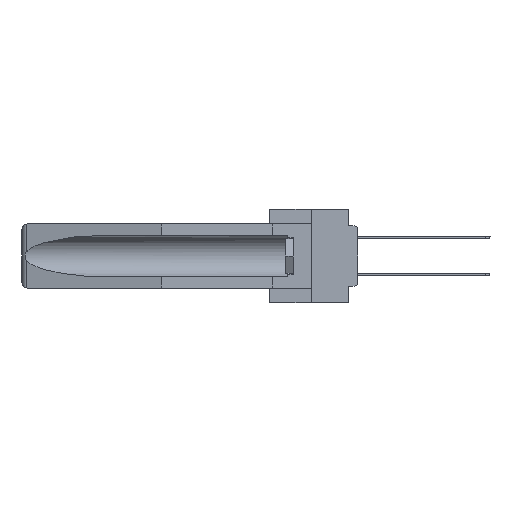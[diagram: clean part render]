
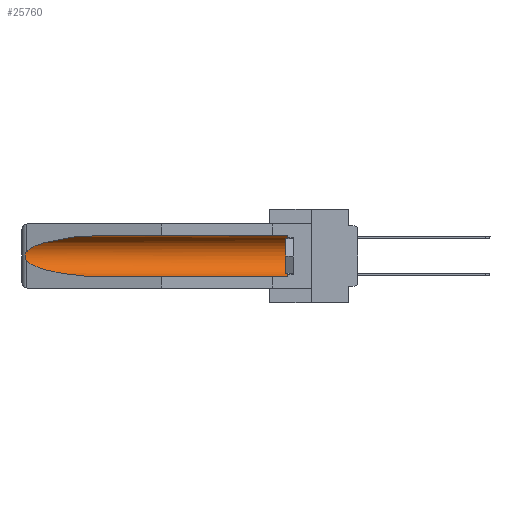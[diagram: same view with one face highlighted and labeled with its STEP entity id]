
A CAD part, left-side view. The second image highlights one B-rep face of the part: STEP entity #25760.
In plain terms, the highlighted cylindrical face has radius 2.857 mm (diameter 5.715 mm), a partial arc.
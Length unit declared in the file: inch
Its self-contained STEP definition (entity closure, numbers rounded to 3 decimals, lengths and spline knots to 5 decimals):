
#155 = CARTESIAN_POINT ( 'NONE',  ( 0.155, -0.30754, -0.059 ) ) ;
#377 = CARTESIAN_POINT ( 'NONE',  ( 0.26655, 1.53094, -0.18657 ) ) ;
#557 = CARTESIAN_POINT ( 'NONE',  ( 0.26537, 1.52718, -0.19328 ) ) ;
#1520 = DIRECTION ( 'NONE',  ( 0., -1., 0. ) ) ;
#3334 = EDGE_CURVE ( 'NONE', #14664, #8868, #8010, .T. ) ;
#5110 = CARTESIAN_POINT ( 'NONE',  ( 0.21114, 1.30732, -0.059 ) ) ;
#5118 = CARTESIAN_POINT ( 'NONE',  ( 0.155, 0.126, -0.059 ) ) ;
#5600 = ORIENTED_EDGE ( 'NONE', *, *, #19500, .F. ) ;
#5642 = ORIENTED_EDGE ( 'NONE', *, *, #3334, .T. ) ;
#6516 = CARTESIAN_POINT ( 'NONE',  ( 0.26654, 1.53092, -0.15636 ) ) ;
#6559 = AXIS2_PLACEMENT_3D ( 'NONE', #21216, #1520, #29806 ) ;
#8010 =( BOUNDED_CURVE ( )  B_SPLINE_CURVE ( 3, ( #36701, #5110, #33738, #10879 ),
 .UNSPECIFIED., .F., .T. ) 
 B_SPLINE_CURVE_WITH_KNOTS ( ( 4, 4 ),
 ( 4.71239, 6.08839 ),
 .UNSPECIFIED. ) 
 CURVE ( )  GEOMETRIC_REPRESENTATION_ITEM ( )  RATIONAL_B_SPLINE_CURVE ( ( 1., 0.848, 0.848, 1. ) ) 
 REPRESENTATION_ITEM ( '' )  );
#8868 = VERTEX_POINT ( 'NONE', #11278 ) ;
#9337 = DIRECTION ( 'NONE',  ( 0., 1., 0. ) ) ;
#9491 = ORIENTED_EDGE ( 'NONE', *, *, #27851, .T. ) ;
#10096 = CIRCLE ( 'NONE', #6559, 0.1125 ) ;
#10559 = CARTESIAN_POINT ( 'NONE',  ( 0.26537, 1.52718, -0.19328 ) ) ;
#10879 = CARTESIAN_POINT ( 'NONE',  ( 0.26537, 1.52718, -0.14972 ) ) ;
#11278 = CARTESIAN_POINT ( 'NONE',  ( 0.26537, 1.52718, -0.14972 ) ) ;
#11546 = CARTESIAN_POINT ( 'NONE',  ( 0.2675, 1.53308, -0.17534 ) ) ;
#14474 = CARTESIAN_POINT ( 'NONE',  ( 0.155, 1.07973, -0.059 ) ) ;
#14635 = DIRECTION ( 'NONE',  ( 0., 1., 0. ) ) ;
#14664 = VERTEX_POINT ( 'NONE', #14474 ) ;
#14722 = FACE_OUTER_BOUND ( 'NONE', #20279, .T. ) ;
#14915 = DIRECTION ( 'NONE',  ( 0., 0., 1. ) ) ;
#15092 = DIRECTION ( 'NONE',  ( 0., 1., 0. ) ) ;
#15314 = CARTESIAN_POINT ( 'NONE',  ( 0.155, 0.126, -0.284 ) ) ;
#16940 = VERTEX_POINT ( 'NONE', #33658 ) ;
#17109 = CARTESIAN_POINT ( 'NONE',  ( 0.26597, 1.5296, -0.19026 ) ) ;
#17345 = ORIENTED_EDGE ( 'NONE', *, *, #27446, .T. ) ;
#19132 = CARTESIAN_POINT ( 'NONE',  ( 0.21114, 1.30732, -0.284 ) ) ;
#19500 = EDGE_CURVE ( 'NONE', #29584, #23929, #23461, .T. ) ;
#20255 = CARTESIAN_POINT ( 'NONE',  ( 0.2675, 1.53308, -0.16763 ) ) ;
#20279 = EDGE_LOOP ( 'NONE', ( #5642, #17345, #23221, #5600, #25393, #9491 ) ) ;
#20438 = CARTESIAN_POINT ( 'NONE',  ( 0.26537, 1.52718, -0.14972 ) ) ;
#20864 = CARTESIAN_POINT ( 'NONE',  ( 0.155, -0.30754, -0.284 ) ) ;
#21216 = CARTESIAN_POINT ( 'NONE',  ( 0.155, 0.126, -0.1715 ) ) ;
#21658 = EDGE_CURVE ( 'NONE', #29584, #26445, #10096, .T. ) ;
#21891 = CARTESIAN_POINT ( 'NONE',  ( 0.155, 1.07973, -0.284 ) ) ;
#22798 = AXIS2_PLACEMENT_3D ( 'NONE', #31830, #15092, #14915 ) ;
#23221 = ORIENTED_EDGE ( 'NONE', *, *, #27745, .T. ) ;
#23461 = LINE ( 'NONE', #20864, #35005 ) ;
#23929 = VERTEX_POINT ( 'NONE', #35811 ) ;
#25393 = ORIENTED_EDGE ( 'NONE', *, *, #21658, .T. ) ;
#25620 = LINE ( 'NONE', #155, #28861 ) ;
#25760 = ADVANCED_FACE ( 'NONE', ( #14722 ), #29036, .F. ) ;
#25837 = CARTESIAN_POINT ( 'NONE',  ( 0.2673, 1.5327, -0.16383 ) ) ;
#26045 =( BOUNDED_CURVE ( )  B_SPLINE_CURVE ( 3, ( #10559, #27657, #19132, #21891 ),
 .UNSPECIFIED., .F., .T. ) 
 B_SPLINE_CURVE_WITH_KNOTS ( ( 4, 4 ),
 ( 0.1948, 1.5708 ),
 .UNSPECIFIED. ) 
 CURVE ( )  GEOMETRIC_REPRESENTATION_ITEM ( )  RATIONAL_B_SPLINE_CURVE ( ( 1., 0.848, 0.848, 1. ) ) 
 REPRESENTATION_ITEM ( '' )  );
#26445 = VERTEX_POINT ( 'NONE', #5118 ) ;
#27446 = EDGE_CURVE ( 'NONE', #8868, #16940, #31253, .T. ) ;
#27657 = CARTESIAN_POINT ( 'NONE',  ( 0.25451, 1.48313, -0.24835 ) ) ;
#27745 = EDGE_CURVE ( 'NONE', #16940, #23929, #26045, .T. ) ;
#27851 = EDGE_CURVE ( 'NONE', #26445, #14664, #25620, .T. ) ;
#28639 = CARTESIAN_POINT ( 'NONE',  ( 0.26597, 1.52961, -0.15275 ) ) ;
#28861 = VECTOR ( 'NONE', #14635, 39.37008 ) ;
#29036 = CYLINDRICAL_SURFACE ( 'NONE', #22798, 0.1125 ) ;
#29584 = VERTEX_POINT ( 'NONE', #15314 ) ;
#29806 = DIRECTION ( 'NONE',  ( 0., 0., 1. ) ) ;
#31253 = B_SPLINE_CURVE_WITH_KNOTS ( 'NONE', 3,
 ( #20438, #28639, #6516, #25837, #20255, #11546, #31800, #377, #17109, #557 ),
 .UNSPECIFIED., .F., .F.,
 ( 4, 2, 2, 2, 4 ),
 ( 0., 0.00029, 0.00058, 0.00087, 0.00117 ),
 .UNSPECIFIED. ) ;
#31800 = CARTESIAN_POINT ( 'NONE',  ( 0.2673, 1.53269, -0.17917 ) ) ;
#31830 = CARTESIAN_POINT ( 'NONE',  ( 0.155, -0.30754, -0.1715 ) ) ;
#33658 = CARTESIAN_POINT ( 'NONE',  ( 0.26537, 1.52718, -0.19328 ) ) ;
#33738 = CARTESIAN_POINT ( 'NONE',  ( 0.25451, 1.48313, -0.09465 ) ) ;
#35005 = VECTOR ( 'NONE', #9337, 39.37008 ) ;
#35811 = CARTESIAN_POINT ( 'NONE',  ( 0.155, 1.07973, -0.284 ) ) ;
#36701 = CARTESIAN_POINT ( 'NONE',  ( 0.155, 1.07973, -0.059 ) ) ;
